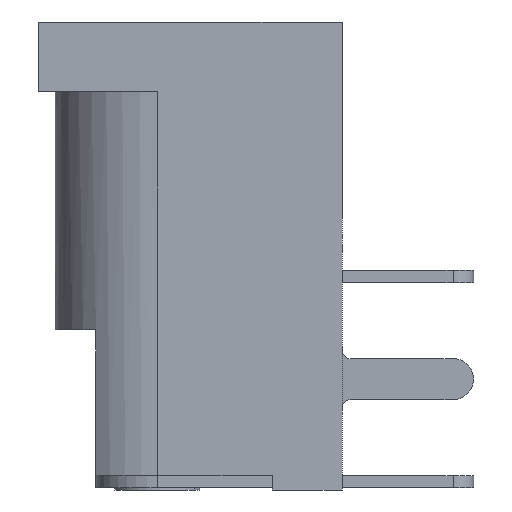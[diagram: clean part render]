
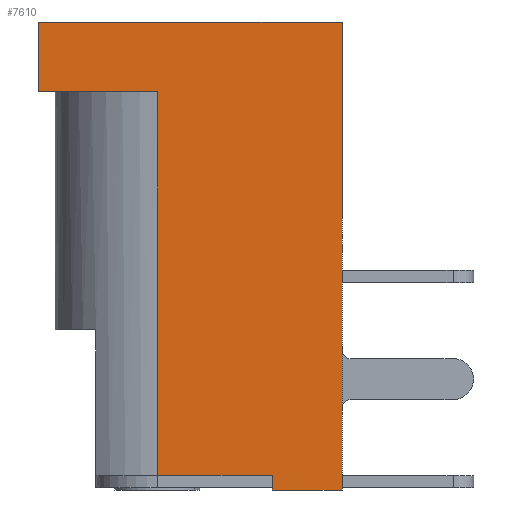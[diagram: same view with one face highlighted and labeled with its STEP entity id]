
A CAD part, left-side view. The second image highlights one B-rep face of the part: STEP entity #7610.
In plain terms, the highlighted planar face has unit normal (-1, 0, 0).
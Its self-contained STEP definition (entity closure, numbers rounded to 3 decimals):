
#1=DIRECTION('',(0.,-1.,0.));
#2=VECTOR('',#1,7.4);
#3=CARTESIAN_POINT('',(-2.5,3.7,0.));
#4=LINE('',#3,#2);
#27=DIRECTION('',(0.,-1.,0.));
#28=VECTOR('',#27,2.8);
#29=CARTESIAN_POINT('',(-2.5,0.8,-11.05));
#30=LINE('',#29,#28);
#31=DIRECTION('',(0.,0.,-1.));
#32=VECTOR('',#31,1.7);
#33=CARTESIAN_POINT('',(-2.5,3.7,0.));
#34=LINE('',#33,#32);
#67=DIRECTION('',(0.,0.,1.));
#68=VECTOR('',#67,11.4);
#69=CARTESIAN_POINT('',(-2.5,-3.7,-11.4));
#70=LINE('',#69,#68);
#2208=DIRECTION('',(0.,1.,0.));
#2209=VECTOR('',#2208,1.7);
#2210=CARTESIAN_POINT('',(-2.5,-3.7,-11.4));
#2211=LINE('',#2210,#2209);
#2244=DIRECTION('',(0.,0.,-1.));
#2245=VECTOR('',#2244,0.35);
#2246=CARTESIAN_POINT('',(-2.5,-2.,-11.05));
#2247=LINE('',#2246,#2245);
#2275=DIRECTION('',(0.,0.,-1.));
#2276=VECTOR('',#2275,9.35);
#2277=CARTESIAN_POINT('',(-2.5,0.8,-1.7));
#2278=LINE('',#2277,#2276);
#2296=DIRECTION('',(0.,-1.,0.));
#2297=VECTOR('',#2296,2.9);
#2298=CARTESIAN_POINT('',(-2.5,3.7,-1.7));
#2299=LINE('',#2298,#2297);
#5694=CARTESIAN_POINT('',(-2.5,3.7,0.));
#5695=CARTESIAN_POINT('',(-2.5,-3.7,0.));
#5696=VERTEX_POINT('',#5694);
#5697=VERTEX_POINT('',#5695);
#5703=CARTESIAN_POINT('',(-2.5,3.7,-1.7));
#5705=VERTEX_POINT('',#5703);
#5706=CARTESIAN_POINT('',(-2.5,0.8,-1.7));
#5708=VERTEX_POINT('',#5706);
#5814=CARTESIAN_POINT('',(-2.5,0.8,-11.05));
#5816=VERTEX_POINT('',#5814);
#5840=CARTESIAN_POINT('',(-2.5,-3.7,-11.4));
#5841=CARTESIAN_POINT('',(-2.5,-2.,-11.4));
#5842=VERTEX_POINT('',#5840);
#5843=VERTEX_POINT('',#5841);
#5856=CARTESIAN_POINT('',(-2.5,-2.,-11.05));
#5858=VERTEX_POINT('',#5856);
#7588=CARTESIAN_POINT('',(-2.5,3.7,0.));
#7589=DIRECTION('',(-1.,0.,0.));
#7590=DIRECTION('',(0.,-1.,0.));
#7591=AXIS2_PLACEMENT_3D('',#7588,#7589,#7590);
#7592=PLANE('',#7591);
#7594=ORIENTED_EDGE('',*,*,#7593,.F.);
#7596=ORIENTED_EDGE('',*,*,#7595,.T.);
#7598=ORIENTED_EDGE('',*,*,#7597,.F.);
#7600=ORIENTED_EDGE('',*,*,#7599,.F.);
#7602=ORIENTED_EDGE('',*,*,#7601,.F.);
#7604=ORIENTED_EDGE('',*,*,#7603,.F.);
#7606=ORIENTED_EDGE('',*,*,#7605,.F.);
#7607=ORIENTED_EDGE('',*,*,#7571,.T.);
#7608=EDGE_LOOP('',(#7594,#7596,#7598,#7600,#7602,#7604,#7606,#7607));
#7609=FACE_OUTER_BOUND('',#7608,.F.);
#7571=EDGE_CURVE('',#5696,#5697,#4,.T.);
#7593=EDGE_CURVE('',#5842,#5697,#70,.T.);
#7595=EDGE_CURVE('',#5842,#5843,#2211,.T.);
#7597=EDGE_CURVE('',#5858,#5843,#2247,.T.);
#7599=EDGE_CURVE('',#5816,#5858,#30,.T.);
#7601=EDGE_CURVE('',#5708,#5816,#2278,.T.);
#7603=EDGE_CURVE('',#5705,#5708,#2299,.T.);
#7605=EDGE_CURVE('',#5696,#5705,#34,.T.);
#7610=ADVANCED_FACE('',(#7609),#7592,.T.);
